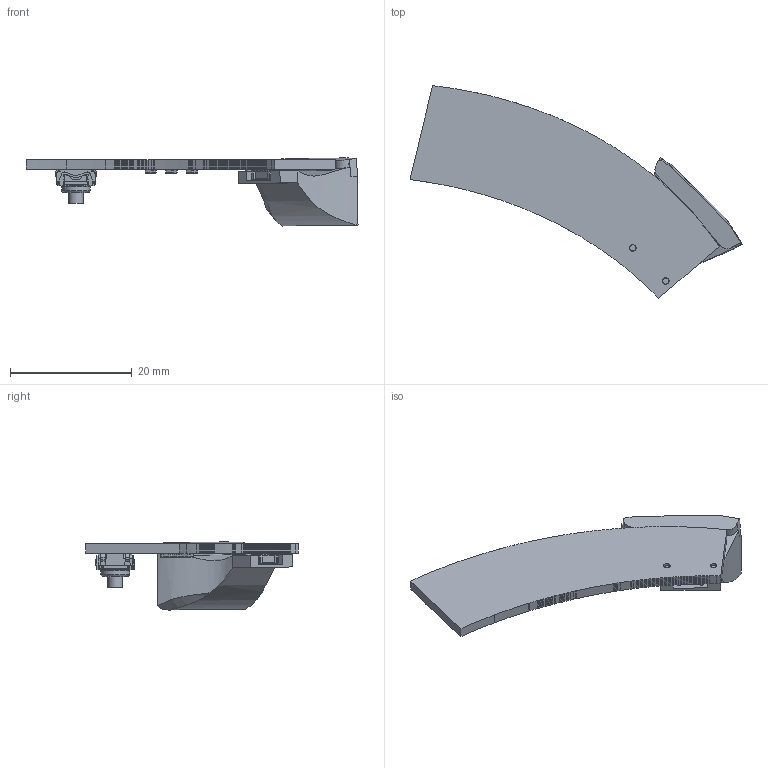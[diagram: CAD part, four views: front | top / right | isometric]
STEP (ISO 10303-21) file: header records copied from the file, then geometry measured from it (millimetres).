
FILE_DESCRIPTION(('Open CASCADE Model'),'2;1');
FILE_NAME('Open CASCADE Shape Model','2023-12-05T11:32:17',('Author'),( 'Open CASCADE'),'Open CASCADE STEP processor 6.8','Open CASCADE 6.8' ,'Unknown');
FILE_SCHEMA(('AUTOMOTIVE_DESIGN { 1 0 10303 214 1 1 1 1 }'));
Length unit declared in the file: millimetre
Products named in the file (26): PCB; Board; Open CASCADE STEP translator 6.8 1.1.1; Open CASCADE STEP translator 6.8 1.1.1.1; Pipe; Pipe_step_242; Handle_L_Assembly; FD3; 6155536864; Cylinder; FD2; FD1; 6155536384; U1; KSC541JROHS; KSC51J_pin; KSC5_cover; KSC5_button; KSC5_body; R3; User_Library-0805_SMD_Resistor; R2; R1; D1; QLS6B-FKW-CNSNSF043
Assembly tree (31 placements, depth 4):
  PCB
    Board
      Open CASCADE STEP translator 6.8 1.1.1
        Open CASCADE STEP translator 6.8 1.1.1.1
    Pipe
      Pipe_step_242
        Handle_L_Assembly
    FD3
      6155536864
        Cylinder
    FD2
      6155536864
        Cylinder
    FD1
      6155536384
        Cylinder
    U1
      KSC541JROHS
        KSC51J_pin  x4
        KSC5_cover
        KSC5_button
        KSC5_body
    R3
      User_Library-0805_SMD_Resistor
    R2
      User_Library-0805_SMD_Resistor
    R1
      User_Library-0805_SMD_Resistor
    D1
      QLS6B-FKW-CNSNSF043
Bounding box: 54.44 x 34.86 x 11.18 mm (x, y, z)
Volume: 2650.4 mm3; surface area: 3088.2 mm2
Topology: 16 solids, 16 shells, 949 faces, 2556 edges, 1634 vertices
Faces by surface type: plane 618, cylinder 178, bspline 115, sphere 29, offset 4, cone 3, torus 2
Full cylindrical faces by diameter (mm): 1 x5, 1.1 x2, 1.5 x1, 2.4 x1, 3.05 x2, 4.7 x1
Entity records: 26844 total; most frequent: CARTESIAN_POINT 7733, ORIENTED_EDGE 3936, DIRECTION 3381, EDGE_CURVE 1968, LINE 1567, VECTOR 1567, VERTEX_POINT 1288, AXIS2_PLACEMENT_3D 907
